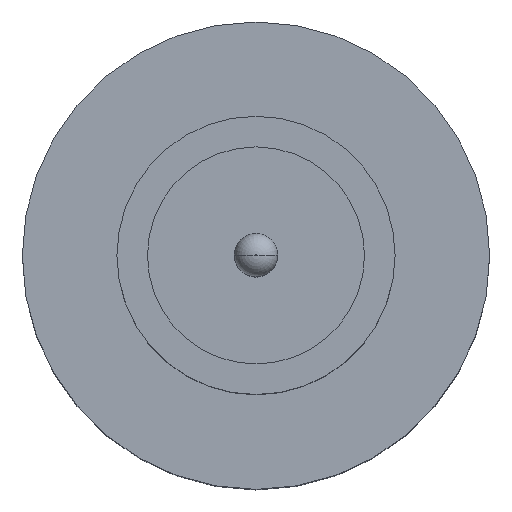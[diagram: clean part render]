
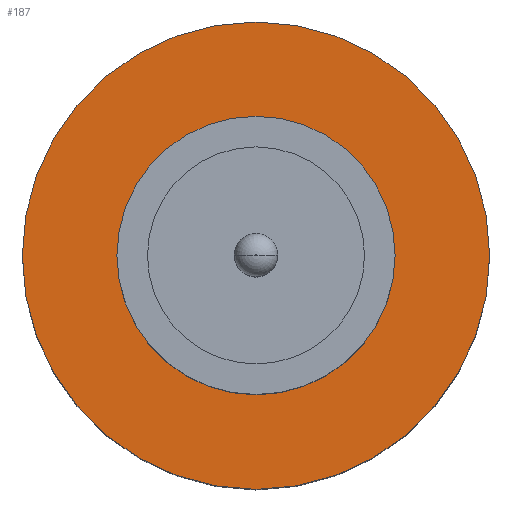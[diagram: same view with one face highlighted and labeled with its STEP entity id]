
A CAD part, top view. The second image highlights one B-rep face of the part: STEP entity #187.
In plain terms, the highlighted planar face has unit normal (0, 0, 1).
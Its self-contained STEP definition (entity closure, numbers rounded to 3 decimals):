
#83 = AXIS2_PLACEMENT_3D ( 'NONE', #363, #439, #360 ) ;
#95 = CARTESIAN_POINT ( 'NONE',  ( 0., 0., 1.55 ) ) ;
#173 = VERTEX_POINT ( 'NONE', #327 ) ;
#187 = ADVANCED_FACE ( 'NONE', ( #795, #490 ), #402, .T. ) ;
#197 = CARTESIAN_POINT ( 'NONE',  ( 1.25, 0., 1.55 ) ) ;
#230 = ORIENTED_EDGE ( 'NONE', *, *, #745, .T. ) ;
#282 = VERTEX_POINT ( 'NONE', #197 ) ;
#293 = ORIENTED_EDGE ( 'NONE', *, *, #948, .T. ) ;
#327 = CARTESIAN_POINT ( 'NONE',  ( -1.25, 0., 1.55 ) ) ;
#330 = DIRECTION ( 'NONE',  ( 0., 0., 1. ) ) ;
#332 = CARTESIAN_POINT ( 'NONE',  ( 0., 0., 1.55 ) ) ;
#360 = DIRECTION ( 'NONE',  ( 1., 0., 0. ) ) ;
#363 = CARTESIAN_POINT ( 'NONE',  ( 0., 0., 1.55 ) ) ;
#402 = PLANE ( 'NONE',  #933 ) ;
#410 = DIRECTION ( 'NONE',  ( 1., 0., 0. ) ) ;
#439 = DIRECTION ( 'NONE',  ( 0., 0., 1. ) ) ;
#449 = VERTEX_POINT ( 'NONE', #604 ) ;
#488 = EDGE_CURVE ( 'NONE', #173, #282, #969, .T. ) ;
#490 = FACE_OUTER_BOUND ( 'NONE', #721, .T. ) ;
#493 = CARTESIAN_POINT ( 'NONE',  ( 0., 0., 1.55 ) ) ;
#495 = VERTEX_POINT ( 'NONE', #992 ) ;
#518 = CARTESIAN_POINT ( 'NONE',  ( 0., 0., 1.55 ) ) ;
#524 = EDGE_CURVE ( 'NONE', #282, #173, #719, .T. ) ;
#527 = ORIENTED_EDGE ( 'NONE', *, *, #488, .F. ) ;
#557 = DIRECTION ( 'NONE',  ( 0., 0., 1. ) ) ;
#563 = AXIS2_PLACEMENT_3D ( 'NONE', #493, #568, #800 ) ;
#568 = DIRECTION ( 'NONE',  ( 0., 0., 1. ) ) ;
#604 = CARTESIAN_POINT ( 'NONE',  ( -2.1, 0., 1.55 ) ) ;
#640 = ORIENTED_EDGE ( 'NONE', *, *, #524, .F. ) ;
#642 = EDGE_LOOP ( 'NONE', ( #640, #527 ) ) ;
#649 = AXIS2_PLACEMENT_3D ( 'NONE', #332, #557, #879 ) ;
#669 = DIRECTION ( 'NONE',  ( 0., 0., 1. ) ) ;
#719 = CIRCLE ( 'NONE', #823, 1.25 ) ;
#721 = EDGE_LOOP ( 'NONE', ( #293, #230 ) ) ;
#745 = EDGE_CURVE ( 'NONE', #495, #449, #775, .T. ) ;
#746 = DIRECTION ( 'NONE',  ( 1., 0., 0. ) ) ;
#775 = CIRCLE ( 'NONE', #563, 2.1 ) ;
#795 = FACE_BOUND ( 'NONE', #642, .T. ) ;
#800 = DIRECTION ( 'NONE',  ( 1., 0., 0. ) ) ;
#819 = CIRCLE ( 'NONE', #649, 2.1 ) ;
#823 = AXIS2_PLACEMENT_3D ( 'NONE', #518, #669, #746 ) ;
#879 = DIRECTION ( 'NONE',  ( 1., 0., 0. ) ) ;
#933 = AXIS2_PLACEMENT_3D ( 'NONE', #95, #330, #410 ) ;
#948 = EDGE_CURVE ( 'NONE', #449, #495, #819, .T. ) ;
#969 = CIRCLE ( 'NONE', #83, 1.25 ) ;
#992 = CARTESIAN_POINT ( 'NONE',  ( 2.1, 0., 1.55 ) ) ;
